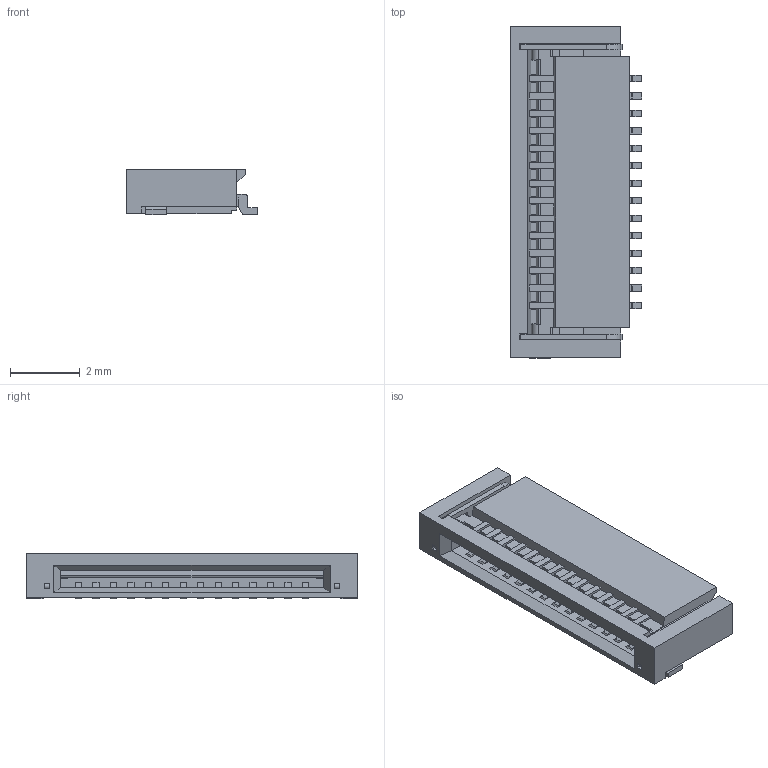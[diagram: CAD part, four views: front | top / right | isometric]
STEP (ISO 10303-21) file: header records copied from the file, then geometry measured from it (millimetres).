
FILE_DESCRIPTION(/* description */ (''),/* implementation_level */ '2;1');
FILE_NAME(/* name */ 'Amphenol_10051922-1410ELF.step',/* time_stamp */ '2022-05-26T21:11:40+02:00',/* author */ (''),/* organization */ (''),/* preprocessor_version */ 'ST-DEVELOPER v19',/* originating_system */ 'Autodesk Translation Framework v11.7.0.108',/* authorisation */ '');
FILE_SCHEMA (('AUTOMOTIVE_DESIGN { 1 0 10303 214 3 1 1 }'));
Length unit declared in the file: millimetre
Products named in the file (1): Amphenol_10051922-1410ELF
Bounding box: 3.75 x 9.5 x 1.3 mm (x, y, z)
Volume: 27.7 mm3; surface area: 180.3 mm2
Topology: 1 solids, 1 shells, 586 faces, 1763 edges, 1150 vertices
Faces by surface type: plane 460, cylinder 126
Entity records: 19714 total; most frequent: ORIENTED_EDGE 3526, CARTESIAN_POINT 3500, DIRECTION 3191, EDGE_CURVE 1763, LINE 1509, VECTOR 1509, VERTEX_POINT 1150, AXIS2_PLACEMENT_3D 841
